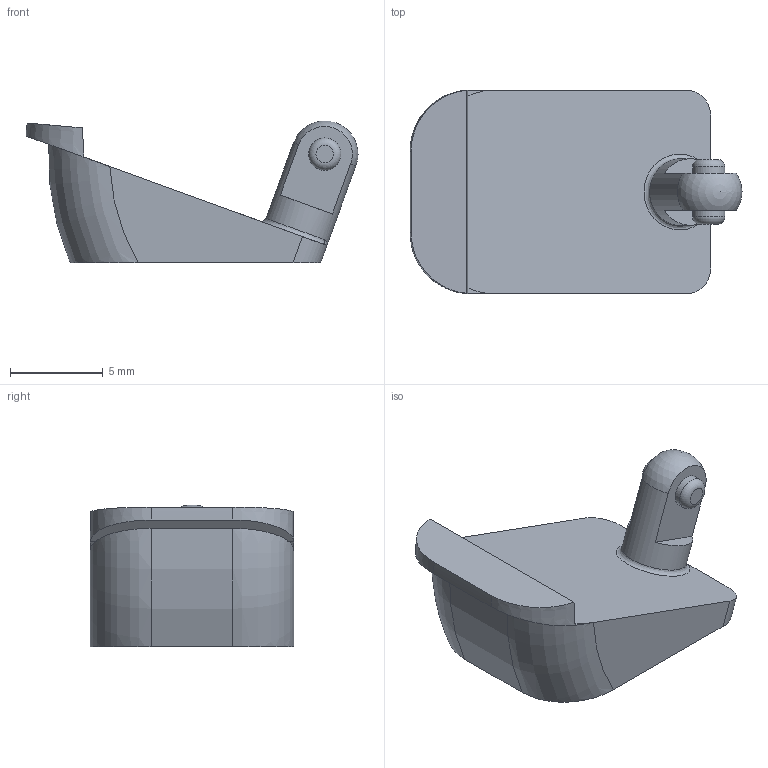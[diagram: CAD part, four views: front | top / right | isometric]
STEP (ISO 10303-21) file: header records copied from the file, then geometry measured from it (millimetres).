
FILE_DESCRIPTION(/* description */ (''),/* implementation_level */ '2;1');
FILE_NAME(/* name */ 'R.step',/* time_stamp */ '2025-05-16T22:43:35+02:00',/* author */ (''),/* organization */ (''),/* preprocessor_version */ 'ST-DEVELOPER v20.1',/* originating_system */ 'Autodesk Translation Framework v14.4.0.0',/* authorisation */ '');
FILE_SCHEMA (('AUTOMOTIVE_DESIGN { 1 0 10303 214 3 1 1 }'));
Length unit declared in the file: millimetre
Products named in the file (1): Xii-Boy Ultra
Bounding box: 17.94 x 11 x 7.67 mm (x, y, z)
Volume: 631.3 mm3; surface area: 614.6 mm2
Topology: 1 solids, 1 shells, 58 faces, 156 edges, 101 vertices
Faces by surface type: plane 27, bspline 17, cylinder 7, torus 6, sphere 1
Full cylindrical faces by diameter (mm): 1.75 x2, 3.6 x1
Entity records: 2353 total; most frequent: CARTESIAN_POINT 746, ORIENTED_EDGE 306, DIRECTION 229, EDGE_CURVE 153, VERTEX_POINT 101, LINE 77, VECTOR 77, AXIS2_PLACEMENT_3D 76
